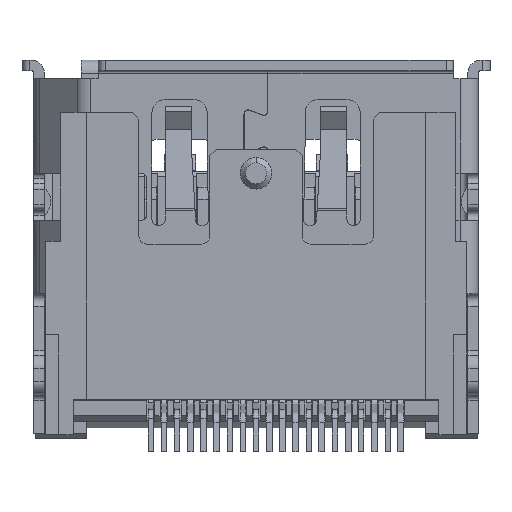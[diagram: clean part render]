
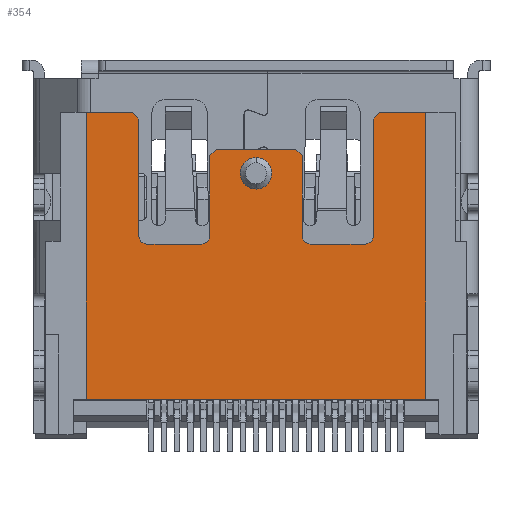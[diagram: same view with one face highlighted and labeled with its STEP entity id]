
A CAD part, front view. The second image highlights one B-rep face of the part: STEP entity #354.
In plain terms, the highlighted planar face has unit normal (0, -1, 0).
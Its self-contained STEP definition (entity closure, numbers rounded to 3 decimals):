
#354=ADVANCED_FACE('',(#1815,#1816),#1817,.T.);
#1815=FACE_OUTER_BOUND('',#4270,.T.);
#1816=FACE_BOUND('',#4271,.T.);
#1817=PLANE('',#4272);
#4270=EDGE_LOOP('',(#8184,#8185,#8186,#8187,#8188,#8189,#8190,#8191,#8192,#8193,#8194,#8195,#8196,#8197,#8198,#8199,#8200,#8201,#8202,#8203));
#4271=EDGE_LOOP('',(#8204,#8205));
#4272=AXIS2_PLACEMENT_3D('',#8206,#8207,#8208);
#8184=ORIENTED_EDGE('',*,*,#17548,.F.);
#8185=ORIENTED_EDGE('',*,*,#17549,.T.);
#8186=ORIENTED_EDGE('',*,*,#17550,.F.);
#8187=ORIENTED_EDGE('',*,*,#17551,.F.);
#8188=ORIENTED_EDGE('',*,*,#17552,.F.);
#8189=ORIENTED_EDGE('',*,*,#17553,.T.);
#8190=ORIENTED_EDGE('',*,*,#17554,.F.);
#8191=ORIENTED_EDGE('',*,*,#17547,.F.);
#8192=ORIENTED_EDGE('',*,*,#17555,.F.);
#8193=ORIENTED_EDGE('',*,*,#17556,.F.);
#8194=ORIENTED_EDGE('',*,*,#17557,.F.);
#8195=ORIENTED_EDGE('',*,*,#17558,.F.);
#8196=ORIENTED_EDGE('',*,*,#17559,.F.);
#8197=ORIENTED_EDGE('',*,*,#17560,.F.);
#8198=ORIENTED_EDGE('',*,*,#17561,.F.);
#8199=ORIENTED_EDGE('',*,*,#17562,.F.);
#8200=ORIENTED_EDGE('',*,*,#17563,.F.);
#8201=ORIENTED_EDGE('',*,*,#17564,.T.);
#8202=ORIENTED_EDGE('',*,*,#17565,.T.);
#8203=ORIENTED_EDGE('',*,*,#17566,.F.);
#8204=ORIENTED_EDGE('',*,*,#16757,.F.);
#8205=ORIENTED_EDGE('',*,*,#17567,.F.);
#8206=CARTESIAN_POINT('',(-6.45,-3.4,-13.69));
#8207=DIRECTION('',(0.0,-1.0,0.0));
#8208=DIRECTION('',(0.0,0.0,-1.0));
#16757=EDGE_CURVE('',#20287,#20290,#20291,.T.);
#17547=EDGE_CURVE('',#21674,#21672,#21676,.T.);
#17548=EDGE_CURVE('',#21677,#21678,#21679,.T.);
#17549=EDGE_CURVE('',#21677,#21680,#21681,.T.);
#17550=EDGE_CURVE('',#21682,#21680,#21683,.T.);
#17551=EDGE_CURVE('',#21684,#21682,#21685,.T.);
#17552=EDGE_CURVE('',#21686,#21684,#21687,.T.);
#17553=EDGE_CURVE('',#21686,#21688,#21689,.T.);
#17554=EDGE_CURVE('',#21672,#21688,#21690,.T.);
#17555=EDGE_CURVE('',#21691,#21674,#21692,.T.);
#17556=EDGE_CURVE('',#21693,#21691,#21694,.T.);
#17557=EDGE_CURVE('',#21695,#21693,#21696,.T.);
#17558=EDGE_CURVE('',#21697,#21695,#21698,.T.);
#17559=EDGE_CURVE('',#21699,#21697,#21700,.T.);
#17560=EDGE_CURVE('',#21701,#21699,#21702,.T.);
#17561=EDGE_CURVE('',#21703,#21701,#21704,.T.);
#17562=EDGE_CURVE('',#21705,#21703,#21706,.T.);
#17563=EDGE_CURVE('',#21707,#21705,#21708,.T.);
#17564=EDGE_CURVE('',#21707,#21709,#21710,.T.);
#17565=EDGE_CURVE('',#21709,#21711,#21712,.T.);
#17566=EDGE_CURVE('',#21678,#21711,#21713,.T.);
#17567=EDGE_CURVE('',#20290,#20287,#21714,.T.);
#20287=VERTEX_POINT('',#25886);
#20290=VERTEX_POINT('',#25890);
#20291=CIRCLE('',#25891,0.6);
#21672=VERTEX_POINT('',#27870);
#21674=VERTEX_POINT('',#27873);
#21676=LINE('',#27876,#27877);
#21677=VERTEX_POINT('',#27878);
#21678=VERTEX_POINT('',#27879);
#21679=LINE('',#27880,#27881);
#21680=VERTEX_POINT('',#27882);
#21681=LINE('',#27883,#27884);
#21682=VERTEX_POINT('',#27885);
#21683=CIRCLE('',#27886,0.3);
#21684=VERTEX_POINT('',#27887);
#21685=LINE('',#27888,#27889);
#21686=VERTEX_POINT('',#27890);
#21687=CIRCLE('',#27891,0.3);
#21688=VERTEX_POINT('',#27892);
#21689=LINE('',#27893,#27894);
#21690=LINE('',#27895,#27896);
#21691=VERTEX_POINT('',#27897);
#21692=LINE('',#27898,#27899);
#21693=VERTEX_POINT('',#27900);
#21694=LINE('',#27901,#27902);
#21695=VERTEX_POINT('',#27903);
#21696=CIRCLE('',#27904,0.3);
#21697=VERTEX_POINT('',#27905);
#21698=LINE('',#27906,#27907);
#21699=VERTEX_POINT('',#27908);
#21700=CIRCLE('',#27909,0.3);
#21701=VERTEX_POINT('',#27910);
#21702=LINE('',#27911,#27912);
#21703=VERTEX_POINT('',#27913);
#21704=LINE('',#27914,#27915);
#21705=VERTEX_POINT('',#27916);
#21706=LINE('',#27917,#27918);
#21707=VERTEX_POINT('',#27919);
#21708=LINE('',#27920,#27921);
#21709=VERTEX_POINT('',#27922);
#21710=LINE('',#27923,#27924);
#21711=VERTEX_POINT('',#27925);
#21712=LINE('',#27926,#27927);
#21713=LINE('',#27928,#27929);
#21714=CIRCLE('',#27930,0.6);
#25886=CARTESIAN_POINT('',(0.6,-3.4,-3.6));
#25890=CARTESIAN_POINT('',(-0.6,-3.4,-3.6));
#25891=AXIS2_PLACEMENT_3D('',#34336,#34337,#34338);
#27870=CARTESIAN_POINT('',(1.51,-3.4,-2.69));
#27873=CARTESIAN_POINT('',(-1.51,-3.4,-2.69));
#27876=CARTESIAN_POINT('',(-1.51,-3.4,-2.69));
#27877=VECTOR('',#35528,3.02);
#27878=CARTESIAN_POINT('',(4.45,-3.4,-1.54));
#27879=CARTESIAN_POINT('',(4.7,-3.4,-1.29));
#27880=CARTESIAN_POINT('',(4.45,-3.4,-1.54));
#27881=VECTOR('',#35529,0.354);
#27882=CARTESIAN_POINT('',(4.45,-3.4,-5.99));
#27883=CARTESIAN_POINT('',(4.45,-3.4,-1.54));
#27884=VECTOR('',#35530,4.45);
#27885=CARTESIAN_POINT('',(4.15,-3.4,-6.29));
#27886=AXIS2_PLACEMENT_3D('',#35531,#35532,#35533);
#27887=CARTESIAN_POINT('',(2.06,-3.4,-6.29));
#27888=CARTESIAN_POINT('',(2.06,-3.4,-6.29));
#27889=VECTOR('',#35534,2.09);
#27890=CARTESIAN_POINT('',(1.76,-3.4,-5.99));
#27891=AXIS2_PLACEMENT_3D('',#35535,#35536,#35537);
#27892=CARTESIAN_POINT('',(1.76,-3.4,-2.94));
#27893=CARTESIAN_POINT('',(1.76,-3.4,-5.99));
#27894=VECTOR('',#35538,3.05);
#27895=CARTESIAN_POINT('',(1.51,-3.4,-2.69));
#27896=VECTOR('',#35539,0.354);
#27897=CARTESIAN_POINT('',(-1.76,-3.4,-2.94));
#27898=CARTESIAN_POINT('',(-1.76,-3.4,-2.94));
#27899=VECTOR('',#35540,0.354);
#27900=CARTESIAN_POINT('',(-1.76,-3.4,-5.99));
#27901=CARTESIAN_POINT('',(-1.76,-3.4,-5.99));
#27902=VECTOR('',#35541,3.05);
#27903=CARTESIAN_POINT('',(-2.06,-3.4,-6.29));
#27904=AXIS2_PLACEMENT_3D('',#35542,#35543,#35544);
#27905=CARTESIAN_POINT('',(-4.15,-3.4,-6.29));
#27906=CARTESIAN_POINT('',(-4.15,-3.4,-6.29));
#27907=VECTOR('',#35545,2.09);
#27908=CARTESIAN_POINT('',(-4.45,-3.4,-5.99));
#27909=AXIS2_PLACEMENT_3D('',#35546,#35547,#35548);
#27910=CARTESIAN_POINT('',(-4.45,-3.4,-1.54));
#27911=CARTESIAN_POINT('',(-4.45,-3.4,-1.54));
#27912=VECTOR('',#35549,4.45);
#27913=CARTESIAN_POINT('',(-4.7,-3.4,-1.29));
#27914=CARTESIAN_POINT('',(-4.7,-3.4,-1.29));
#27915=VECTOR('',#35550,0.354);
#27916=CARTESIAN_POINT('',(-6.45,-3.4,-1.29));
#27917=CARTESIAN_POINT('',(-6.45,-3.4,-1.29));
#27918=VECTOR('',#35551,1.75);
#27919=CARTESIAN_POINT('',(-6.45,-3.4,-12.19));
#27920=CARTESIAN_POINT('',(-6.45,-3.4,-12.19));
#27921=VECTOR('',#35552,10.9);
#27922=CARTESIAN_POINT('',(6.45,-3.4,-12.19));
#27923=CARTESIAN_POINT('',(-6.45,-3.4,-12.19));
#27924=VECTOR('',#35553,12.9);
#27925=CARTESIAN_POINT('',(6.45,-3.4,-1.29));
#27926=CARTESIAN_POINT('',(6.45,-3.4,-12.19));
#27927=VECTOR('',#35554,10.9);
#27928=CARTESIAN_POINT('',(4.7,-3.4,-1.29));
#27929=VECTOR('',#35555,1.75);
#27930=AXIS2_PLACEMENT_3D('',#35556,#35557,#35558);
#34336=CARTESIAN_POINT('',(0.0,-3.4,-3.6));
#34337=DIRECTION('',(0.0,-1.0,0.0));
#34338=DIRECTION('',(1.0,0.0,0.0));
#35528=DIRECTION('',(1.0,0.0,0.0));
#35529=DIRECTION('',(0.707,0.0,0.707));
#35530=DIRECTION('',(0.0,0.0,-1.0));
#35531=CARTESIAN_POINT('',(4.15,-3.4,-5.99));
#35532=DIRECTION('',(0.0,-1.0,0.0));
#35533=DIRECTION('',(0.0,0.0,-1.0));
#35534=DIRECTION('',(1.0,0.0,0.0));
#35535=CARTESIAN_POINT('',(2.06,-3.4,-5.99));
#35536=DIRECTION('',(0.0,-1.0,0.0));
#35537=DIRECTION('',(-1.0,0.0,0.0));
#35538=DIRECTION('',(0.0,0.0,1.0));
#35539=DIRECTION('',(0.707,0.0,-0.707));
#35540=DIRECTION('',(0.707,0.0,0.707));
#35541=DIRECTION('',(0.0,0.0,1.0));
#35542=CARTESIAN_POINT('',(-2.06,-3.4,-5.99));
#35543=DIRECTION('',(0.0,-1.0,0.0));
#35544=DIRECTION('',(0.0,0.0,-1.0));
#35545=DIRECTION('',(1.0,0.0,0.0));
#35546=CARTESIAN_POINT('',(-4.15,-3.4,-5.99));
#35547=DIRECTION('',(0.0,-1.0,0.0));
#35548=DIRECTION('',(-1.0,0.0,0.0));
#35549=DIRECTION('',(0.0,0.0,-1.0));
#35550=DIRECTION('',(0.707,0.0,-0.707));
#35551=DIRECTION('',(1.0,0.0,0.0));
#35552=DIRECTION('',(0.0,0.0,1.0));
#35553=DIRECTION('',(1.0,0.0,0.0));
#35554=DIRECTION('',(0.0,0.0,1.0));
#35555=DIRECTION('',(1.0,0.0,0.0));
#35556=CARTESIAN_POINT('',(0.0,-3.4,-3.6));
#35557=DIRECTION('',(0.0,-1.0,0.0));
#35558=DIRECTION('',(1.0,0.0,0.0));
